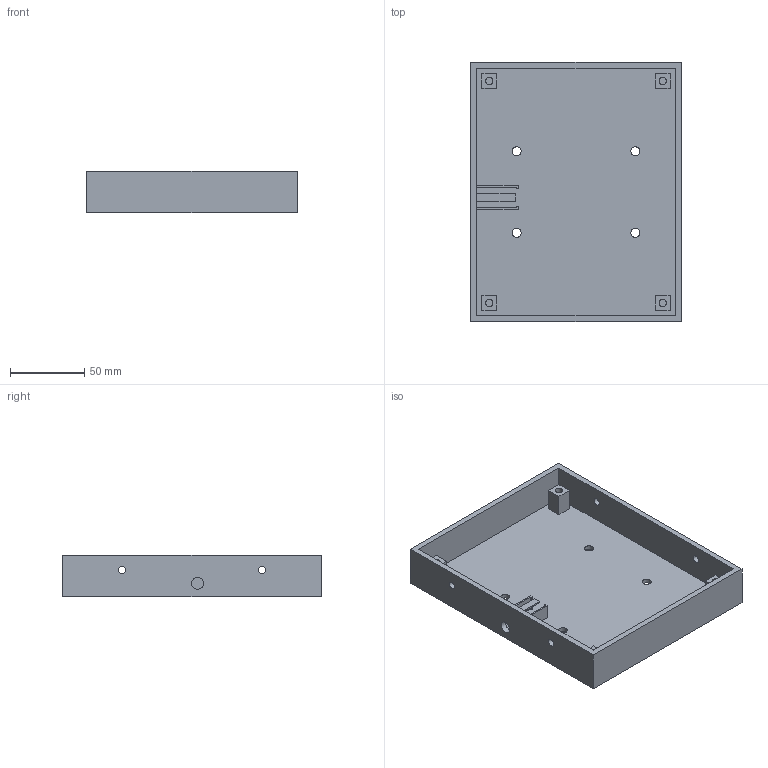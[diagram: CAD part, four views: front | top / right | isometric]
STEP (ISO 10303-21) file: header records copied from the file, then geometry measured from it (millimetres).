
FILE_DESCRIPTION(/* description */ (''),/* implementation_level */ '2;1');
FILE_NAME(/* name */ 'Base box of the lamp.step',/* time_stamp */ '2025-07-22T18:11:54+03:00',/* author */ (''),/* organization */ (''),/* preprocessor_version */ 'ST-DEVELOPER v20.1',/* originating_system */ 'Autodesk Translation Framework v14.10.0.0',/* authorisation */ '');
FILE_SCHEMA (('AUTOMOTIVE_DESIGN { 1 0 10303 214 3 1 1 }'));
Length unit declared in the file: millimetre
Products named in the file (2): Boksi; box
Assembly tree (1 placements, depth 2):
  Boksi
    box
Bounding box: 141.9 x 174.5 x 28 mm (x, y, z)
Volume: 139455.4 mm3; surface area: 87989.7 mm2
Topology: 1 solids, 1 shells, 377 faces, 1049 edges, 706 vertices
Faces by surface type: bspline 238, plane 124, cylinder 15
Full cylindrical faces by diameter (mm): 5 x8, 6 x4, 8 x1
Entity records: 12665 total; most frequent: CARTESIAN_POINT 5289, ORIENTED_EDGE 2098, EDGE_CURVE 1049, DIRECTION 867, VERTEX_POINT 706, LINE 523, VECTOR 523, EDGE_LOOP 427
